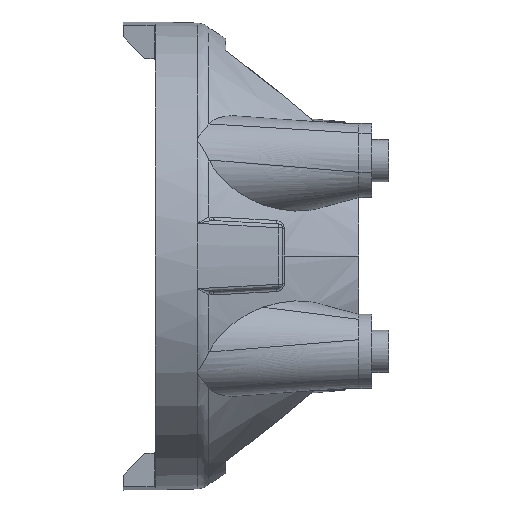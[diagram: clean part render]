
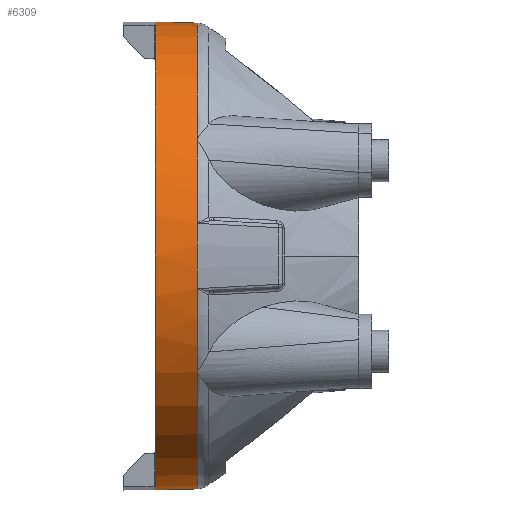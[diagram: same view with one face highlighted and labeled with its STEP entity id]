
A CAD part, left-side view. The second image highlights one B-rep face of the part: STEP entity #6309.
In plain terms, the highlighted conical face has half-angle 2 degrees and reference radius 11.015 mm.
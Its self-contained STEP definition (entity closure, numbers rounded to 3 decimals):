
#1291=CARTESIAN_POINT('',(9.51,-1.99,
-5.49));
#1293=CARTESIAN_POINT('',(0.,-1.99,0.));
#1294=DIRECTION('',(0.,1.,0.));
#1295=DIRECTION('',(0.866,0.,-0.5));
#1296=AXIS2_PLACEMENT_3D('',#1293,#1294,#1295);
#1302=CARTESIAN_POINT('',(-9.51,-1.99,
-5.49));
#1337=CARTESIAN_POINT('',(0.,-1.99,0.));
#1338=DIRECTION('',(0.,1.,0.));
#1339=DIRECTION('',(0.991,0.,-0.133));
#1340=AXIS2_PLACEMENT_3D('',#1337,#1338,#1339);
#1386=CARTESIAN_POINT('',(0.,-1.99,0.));
#1387=DIRECTION('',(0.,1.,0.));
#1388=DIRECTION('',(0.866,0.,0.5));
#1389=AXIS2_PLACEMENT_3D('',#1386,#1387,#1388);
#1426=CARTESIAN_POINT('',(-9.51,-1.99,
5.49));
#1428=CARTESIAN_POINT('',(0.,-1.99,0.));
#1429=DIRECTION('',(0.,1.,0.));
#1430=DIRECTION('',(-0.866,0.,0.5));
#1431=AXIS2_PLACEMENT_3D('',#1428,#1429,#1430);
#1437=CARTESIAN_POINT('',(9.509,-1.99,5.49));
#1492=CARTESIAN_POINT('',(0.,-1.99,0.));
#1493=DIRECTION('',(0.,1.,0.));
#1494=DIRECTION('',(-0.866,0.,-0.5));
#1495=AXIS2_PLACEMENT_3D('',#1492,#1493,#1494);
#1508=CARTESIAN_POINT('',(0.,-1.99,0.));
#1509=DIRECTION('',(0.,1.,0.));
#1510=DIRECTION('',(-0.99,0.,0.14));
#1511=AXIS2_PLACEMENT_3D('',#1508,#1509,#1510);
#1827=CARTESIAN_POINT('',(10.901,0.,
-1.807));
#1828=CARTESIAN_POINT('',(10.897,-0.664,
-1.69));
#1829=CARTESIAN_POINT('',(10.891,-1.327,
-1.573));
#1830=CARTESIAN_POINT('',(10.883,-1.99,
-1.456));
#1832=CARTESIAN_POINT('',(0.,0.,0.));
#1833=DIRECTION('',(0.,1.,0.));
#1834=DIRECTION('',(0.987,0.,-0.164));
#1835=AXIS2_PLACEMENT_3D('',#1832,#1833,#1834);
#1837=CARTESIAN_POINT('',(0.,0.,0.));
#1838=DIRECTION('',(0.,-1.,0.));
#1839=DIRECTION('',(-0.181,0.,-0.984));
#1840=AXIS2_PLACEMENT_3D('',#1837,#1838,#1839);
#1842=CARTESIAN_POINT('',(0.,0.,0.));
#1843=DIRECTION('',(0.,1.,0.));
#1844=DIRECTION('',(-0.181,0.,-0.984));
#1845=AXIS2_PLACEMENT_3D('',#1842,#1843,#1844);
#1847=CARTESIAN_POINT('',(0.,0.,0.));
#1848=DIRECTION('',(0.,-1.,0.));
#1849=DIRECTION('',(0.181,0.,0.984));
#1850=AXIS2_PLACEMENT_3D('',#1847,#1848,#1849);
#1852=CARTESIAN_POINT('',(0.,0.,0.));
#1853=DIRECTION('',(0.,1.,0.));
#1854=DIRECTION('',(0.181,0.,0.984));
#1855=AXIS2_PLACEMENT_3D('',#1852,#1853,#1854);
#1857=CARTESIAN_POINT('',(10.883,-1.99,1.456));
#1858=CARTESIAN_POINT('',(10.891,-1.327,1.573));
#1859=CARTESIAN_POINT('',(10.897,-0.664,
1.69));
#1860=CARTESIAN_POINT('',(10.901,0.,
1.807));
#1862=CARTESIAN_POINT('',(9.509,-1.99,5.49));
#1863=CARTESIAN_POINT('',(9.51,-1.99,5.489));
#1864=CARTESIAN_POINT('',(9.51,-1.99,5.489));
#1865=CARTESIAN_POINT('',(9.511,-1.991,5.488));
#1867=CARTESIAN_POINT('',(0.,-1.99,0.));
#1868=DIRECTION('',(0.,1.,0.));
#1869=DIRECTION('',(-0.99,0.,-0.14));
#1870=AXIS2_PLACEMENT_3D('',#1867,#1868,#1869);
#2372=VERTEX_POINT('',#1857);
#2373=VERTEX_POINT('',#1860);
#2403=CARTESIAN_POINT('',(1.996,0.,
10.868));
#2404=CARTESIAN_POINT('',(-1.996,0.,
10.868));
#2405=VERTEX_POINT('',#2403);
#2406=VERTEX_POINT('',#2404);
#2407=CARTESIAN_POINT('',(-1.996,0.,
-10.868));
#2408=CARTESIAN_POINT('',(1.996,0.,
-10.868));
#2409=VERTEX_POINT('',#2407);
#2410=VERTEX_POINT('',#2408);
#2417=CARTESIAN_POINT('',(10.901,0.,
-1.807));
#2419=VERTEX_POINT('',#2417);
#2466=VERTEX_POINT('',#1830);
#2613=VERTEX_POINT('',#1302);
#2614=VERTEX_POINT('',#1291);
#2615=VERTEX_POINT('',#1437);
#2616=CARTESIAN_POINT('',(9.511,-1.99,5.488));
#2617=VERTEX_POINT('',#2616);
#2618=VERTEX_POINT('',#1426);
#2639=CARTESIAN_POINT('',(-10.872,-1.99,
-1.538));
#2640=CARTESIAN_POINT('',(-10.872,-1.99,
1.538));
#2641=VERTEX_POINT('',#2639);
#2642=VERTEX_POINT('',#2640);
#6283=CARTESIAN_POINT('',(0.,-0.995,0.));
#6284=DIRECTION('',(0.,1.,0.));
#6285=DIRECTION('',(1.,0.,0.));
#6286=AXIS2_PLACEMENT_3D('',#6283,#6284,#6285);
#6287=CONICAL_SURFACE('',#6286,11.015,2.);
#6288=ORIENTED_EDGE('',*,*,#3491,.F.);
#6289=ORIENTED_EDGE('',*,*,#3416,.F.);
#6290=ORIENTED_EDGE('',*,*,#3435,.F.);
#6292=ORIENTED_EDGE('',*,*,#6291,.F.);
#6293=ORIENTED_EDGE('',*,*,#2983,.T.);
#6295=ORIENTED_EDGE('',*,*,#6294,.F.);
#6296=ORIENTED_EDGE('',*,*,#2966,.T.);
#6298=ORIENTED_EDGE('',*,*,#6297,.F.);
#6299=ORIENTED_EDGE('',*,*,#2950,.T.);
#6300=ORIENTED_EDGE('',*,*,#3002,.F.);
#6301=ORIENTED_EDGE('',*,*,#3454,.F.);
#6302=ORIENTED_EDGE('',*,*,#6275,.F.);
#6303=ORIENTED_EDGE('',*,*,#3470,.F.);
#6304=ORIENTED_EDGE('',*,*,#3504,.F.);
#6306=ORIENTED_EDGE('',*,*,#6305,.F.);
#6307=EDGE_LOOP('',(#6288,#6289,#6290,#6292,#6293,#6295,#6296,#6298,#6299,#6300,
#6301,#6302,#6303,#6304,#6306));
#6308=FACE_OUTER_BOUND('',#6307,.F.);
#6309=ADVANCED_FACE('',(#6308),#6287,.T.);
#1297=CIRCLE('',#1296,10.98);
#1341=CIRCLE('',#1340,10.98);
#1390=CIRCLE('',#1389,10.98);
#1432=CIRCLE('',#1431,10.98);
#1496=CIRCLE('',#1495,10.98);
#1512=CIRCLE('',#1511,10.98);
#1831=B_SPLINE_CURVE_WITH_KNOTS('',3,(#1827,#1828,#1829,#1830),.UNSPECIFIED.,
.F.,.F.,(4,4),(0.,1.),.UNSPECIFIED.);
#1836=CIRCLE('',#1835,11.05);
#1841=CIRCLE('',#1840,11.05);
#1846=CIRCLE('',#1845,11.05);
#1851=CIRCLE('',#1850,11.05);
#1856=CIRCLE('',#1855,11.05);
#1861=B_SPLINE_CURVE_WITH_KNOTS('',3,(#1857,#1858,#1859,#1860),.UNSPECIFIED.,
.F.,.F.,(4,4),(0.,1.),.UNSPECIFIED.);
#1866=B_SPLINE_CURVE_WITH_KNOTS('',3,(#1862,#1863,#1864,#1865),.UNSPECIFIED.,
.F.,.F.,(4,4),(0.,1.),.UNSPECIFIED.);
#1871=CIRCLE('',#1870,10.98);
#2950=EDGE_CURVE('',#2405,#2373,#1856,.T.);
#2966=EDGE_CURVE('',#2409,#2406,#1846,.T.);
#2983=EDGE_CURVE('',#2419,#2410,#1836,.T.);
#3002=EDGE_CURVE('',#2372,#2373,#1861,.T.);
#3416=EDGE_CURVE('',#2614,#2613,#1297,.T.);
#3435=EDGE_CURVE('',#2466,#2614,#1341,.T.);
#3454=EDGE_CURVE('',#2617,#2372,#1390,.T.);
#3470=EDGE_CURVE('',#2618,#2615,#1432,.T.);
#3491=EDGE_CURVE('',#2613,#2641,#1496,.T.);
#3504=EDGE_CURVE('',#2642,#2618,#1512,.T.);
#6275=EDGE_CURVE('',#2615,#2617,#1866,.T.);
#6291=EDGE_CURVE('',#2419,#2466,#1831,.T.);
#6294=EDGE_CURVE('',#2409,#2410,#1841,.T.);
#6297=EDGE_CURVE('',#2405,#2406,#1851,.T.);
#6305=EDGE_CURVE('',#2641,#2642,#1871,.T.);
